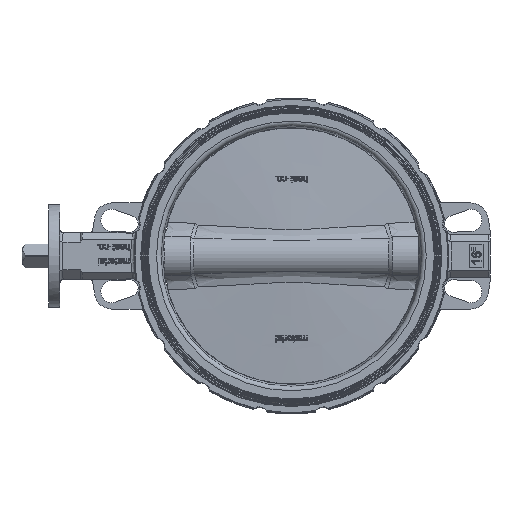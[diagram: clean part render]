
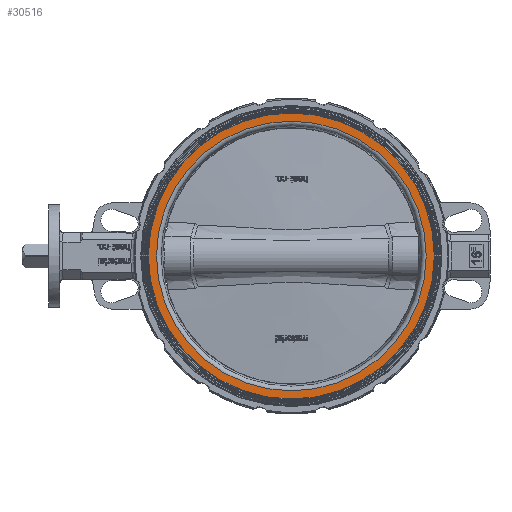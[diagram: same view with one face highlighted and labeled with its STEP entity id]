
A CAD part, left-side view. The second image highlights one B-rep face of the part: STEP entity #30516.
In plain terms, the highlighted planar face has unit normal (-1, 0, 0).
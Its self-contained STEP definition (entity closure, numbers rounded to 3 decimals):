
#942 = EDGE_LOOP ( 'NONE', ( #27849 ) ) ;
#2774 = DIRECTION ( 'NONE',  ( 0., 0., -1. ) ) ;
#6228 = ORIENTED_EDGE ( 'NONE', *, *, #14663, .T. ) ;
#6510 = VERTEX_POINT ( 'NONE', #30192 ) ;
#7554 = DIRECTION ( 'NONE',  ( -1., 0., 0. ) ) ;
#9356 = FACE_BOUND ( 'NONE', #942, .T. ) ;
#12377 = CIRCLE ( 'NONE', #35692, 214.865 ) ;
#13897 = CIRCLE ( 'NONE', #26102, 202.646 ) ;
#14663 = EDGE_CURVE ( 'NONE', #6510, #6510, #12377, .T. ) ;
#15773 = VERTEX_POINT ( 'NONE', #38186 ) ;
#17941 = DIRECTION ( 'NONE',  ( 1., 0., 0. ) ) ;
#25038 = DIRECTION ( 'NONE',  ( 1., 0., 0. ) ) ;
#25288 = PLANE ( 'NONE',  #46436 ) ;
#26102 = AXIS2_PLACEMENT_3D ( 'NONE', #47434, #25038, #2774 ) ;
#27849 = ORIENTED_EDGE ( 'NONE', *, *, #45931, .T. ) ;
#27942 = FACE_OUTER_BOUND ( 'NONE', #38700, .T. ) ;
#29788 = CARTESIAN_POINT ( 'NONE',  ( -50.5, 0., 0. ) ) ;
#30192 = CARTESIAN_POINT ( 'NONE',  ( -50.5, 0., 214.865 ) ) ;
#30516 = ADVANCED_FACE ( 'NONE', ( #9356, #27942 ), #25288, .F. ) ;
#33575 = DIRECTION ( 'NONE',  ( 0., 0., 1. ) ) ;
#35692 = AXIS2_PLACEMENT_3D ( 'NONE', #29788, #7554, #33575 ) ;
#38186 = CARTESIAN_POINT ( 'NONE',  ( -50.5, 0., -202.646 ) ) ;
#38700 = EDGE_LOOP ( 'NONE', ( #6228 ) ) ;
#40286 = CARTESIAN_POINT ( 'NONE',  ( -50.5, 214.865, 0. ) ) ;
#44084 = DIRECTION ( 'NONE',  ( 0., 0., -1. ) ) ;
#45931 = EDGE_CURVE ( 'NONE', #15773, #15773, #13897, .T. ) ;
#46436 = AXIS2_PLACEMENT_3D ( 'NONE', #40286, #17941, #44084 ) ;
#47434 = CARTESIAN_POINT ( 'NONE',  ( -50.5, 0., 0. ) ) ;
